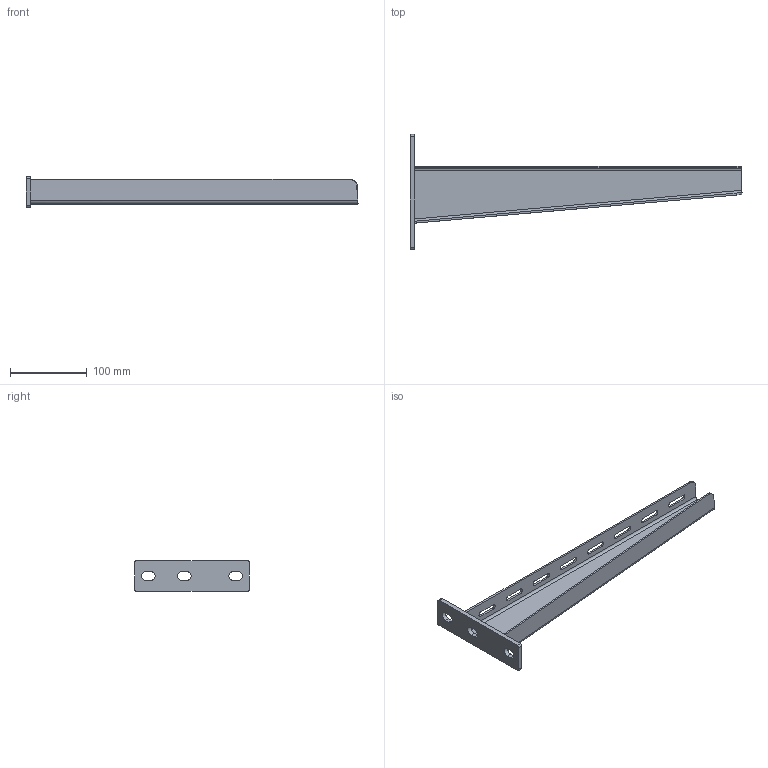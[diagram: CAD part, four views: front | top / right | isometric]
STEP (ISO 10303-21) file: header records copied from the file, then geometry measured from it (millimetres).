
FILE_DESCRIPTION (( 'STEP AP203' ), '1' );
FILE_NAME ('Óñèëåííàÿ êîíñîëü_BBH6040.STEP', '2012-11-16T07:22:40', ( 'Àñååâ' ), ( '' ), 'SwSTEP 2.0', 'SolidWorks 2012', '' );
FILE_SCHEMA (( 'CONFIG_CONTROL_DESIGN' ));
Length unit declared in the file: millimetre
Products named in the file (1): Óñèëåííàÿ êîíñîëü_BBH6040
Bounding box: 433.05 x 150 x 40 mm (x, y, z)
Volume: 148547.5 mm3; surface area: 110793.4 mm2
Topology: 2 solids, 2 shells, 81 faces, 215 edges, 138 vertices
Faces by surface type: plane 45, cylinder 32, bspline 4
Entity records: 2668 total; most frequent: CARTESIAN_POINT 524, ORIENTED_EDGE 430, DIRECTION 418, EDGE_CURVE 215, LINE 142, VECTOR 142, VERTEX_POINT 138, AXIS2_PLACEMENT_3D 138
